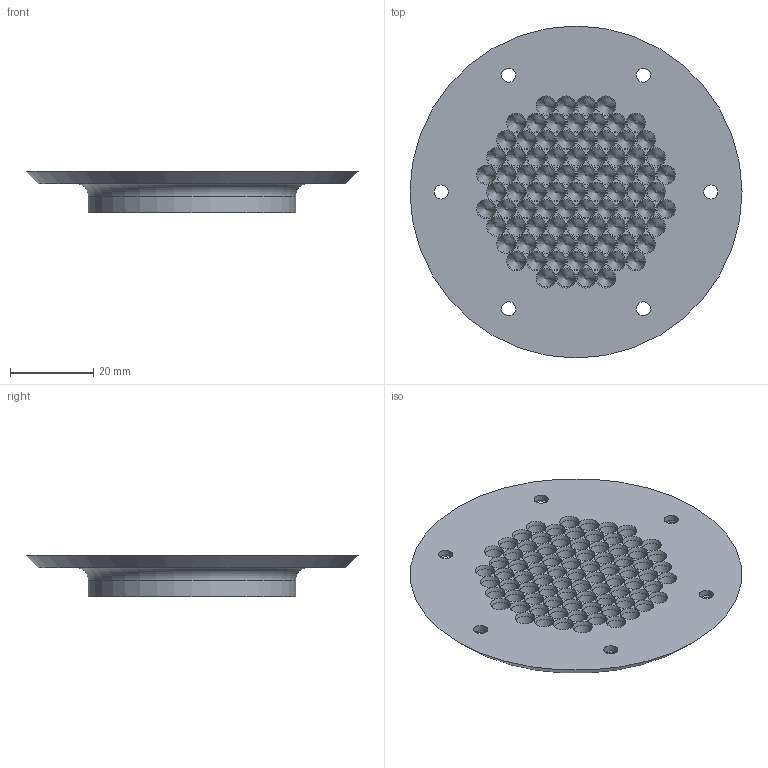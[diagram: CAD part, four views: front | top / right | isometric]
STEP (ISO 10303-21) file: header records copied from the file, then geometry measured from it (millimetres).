
FILE_DESCRIPTION(/* description */ (''),/* implementation_level */ '2;1');
FILE_NAME(/* name */ 'Impactor plate 85 - A00.stp',/* time_stamp */ '2024-01-16T18:11:42+01:00',/* author */ ('User'),/* organization */ (''),/* preprocessor_version */ 'ST-DEVELOPER v19',/* originating_system */ 'Autodesk Inventor 2023',/* authorisation */ '');
FILE_SCHEMA (('AUTOMOTIVE_DESIGN { 1 0 10303 214 3 1 1 }'));
Length unit declared in the file: millimetre
Products named in the file (1): Impactor plate 85 - A00
Bounding box: 80 x 80 x 10 mm (x, y, z)
Volume: 23644.5 mm3; surface area: 15406.5 mm2
Topology: 1 solids, 1 shells, 273 faces, 803 edges, 533 vertices
Faces by surface type: cone 92, cylinder 92, bspline 85, plane 3, torus 1
Full cylindrical faces by diameter (mm): 0.4 x85, 3.4 x6, 50 x1
Entity records: 15942 total; most frequent: CARTESIAN_POINT 8240, DIRECTION 1630, ORIENTED_EDGE 1606, EDGE_CURVE 803, AXIS2_PLACEMENT_3D 723, CIRCLE 534, VERTEX_POINT 533, EDGE_LOOP 456
